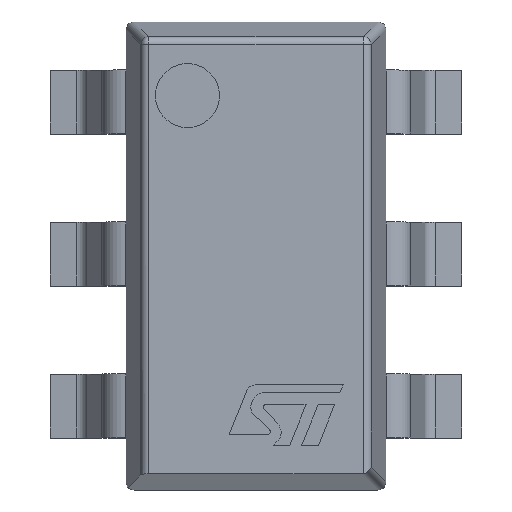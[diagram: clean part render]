
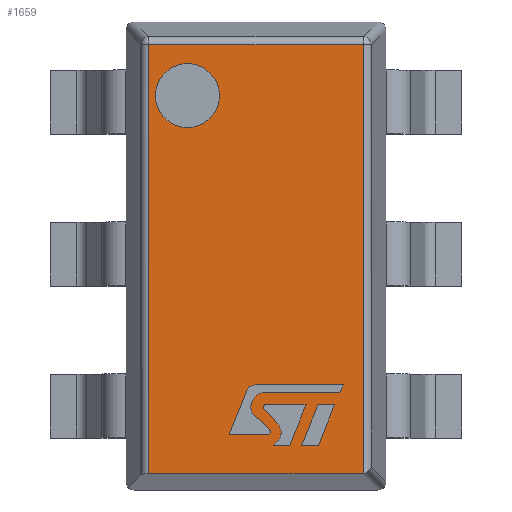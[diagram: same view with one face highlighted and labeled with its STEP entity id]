
A CAD part, top view. The second image highlights one B-rep face of the part: STEP entity #1659.
In plain terms, the highlighted planar face has unit normal (0, 0, 1).
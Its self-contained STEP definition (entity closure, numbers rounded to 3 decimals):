
#97=PLANE('',#1947);
#235=FACE_OUTER_BOUND('',#333,.T.);
#333=EDGE_LOOP('',(#1295,#1296,#1297,#1298,#1299));
#404=LINE('',#2664,#562);
#425=LINE('',#2742,#583);
#427=LINE('',#2745,#585);
#435=LINE('',#2759,#593);
#562=VECTOR('',#2131,10.);
#583=VECTOR('',#2220,10.);
#585=VECTOR('',#2224,10.);
#593=VECTOR('',#2244,10.);
#729=ELLIPSE('',#1900,0.051,0.05);
#763=VERTEX_POINT('',#2652);
#766=VERTEX_POINT('',#2662);
#768=VERTEX_POINT('',#2669);
#769=VERTEX_POINT('',#2671);
#777=VERTEX_POINT('',#2699);
#920=EDGE_CURVE('',#766,#763,#404,.T.);
#924=EDGE_CURVE('',#768,#769,#729,.T.);
#961=EDGE_CURVE('',#763,#777,#425,.T.);
#963=EDGE_CURVE('',#777,#768,#427,.T.);
#971=EDGE_CURVE('',#769,#766,#435,.T.);
#1295=ORIENTED_EDGE('',*,*,#920,.F.);
#1296=ORIENTED_EDGE('',*,*,#971,.F.);
#1297=ORIENTED_EDGE('',*,*,#924,.F.);
#1298=ORIENTED_EDGE('',*,*,#963,.F.);
#1299=ORIENTED_EDGE('',*,*,#961,.F.);
#1659=ADVANCED_FACE('',(#235),#97,.T.);
#1900=AXIS2_PLACEMENT_3D('',#2672,#2138,#2139);
#1947=AXIS2_PLACEMENT_3D('',#2772,#2265,#2266);
#2131=DIRECTION('',(0.,1.,0.));
#2138=DIRECTION('center_axis',(0.,0.,-1.));
#2139=DIRECTION('ref_axis',(0.707,-0.707,0.));
#2220=DIRECTION('',(1.,0.,0.));
#2224=DIRECTION('',(0.,-1.,0.));
#2244=DIRECTION('',(-1.,0.,0.));
#2265=DIRECTION('center_axis',(0.,0.,1.));
#2266=DIRECTION('ref_axis',(1.,0.,0.));
#2652=CARTESIAN_POINT('',(-0.67,1.32,1.3));
#2662=CARTESIAN_POINT('',(-0.67,-1.363,1.3));
#2664=CARTESIAN_POINT('',(-0.67,0.366,1.3));
#2669=CARTESIAN_POINT('',(0.67,-1.362,1.3));
#2671=CARTESIAN_POINT('',(0.663,-1.363,1.3));
#2672=CARTESIAN_POINT('Origin',(0.662,-1.312,1.3));
#2699=CARTESIAN_POINT('',(0.67,1.32,1.3));
#2742=CARTESIAN_POINT('',(0.203,1.32,1.3));
#2745=CARTESIAN_POINT('',(0.67,-0.366,1.3));
#2759=CARTESIAN_POINT('',(-0.406,-1.363,1.3));
#2772=CARTESIAN_POINT('Origin',(0.,0.,1.3));
